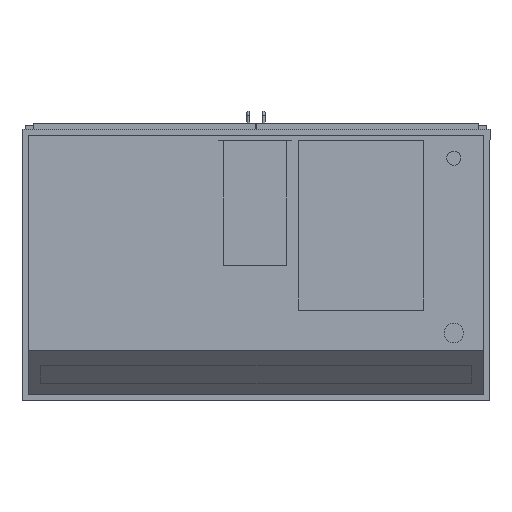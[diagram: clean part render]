
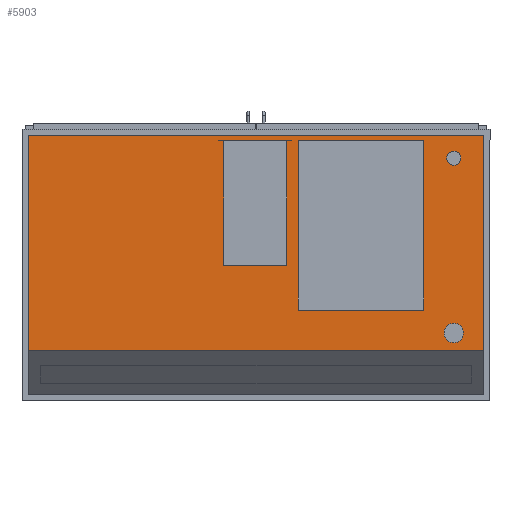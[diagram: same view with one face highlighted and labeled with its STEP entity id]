
A CAD part, front view. The second image highlights one B-rep face of the part: STEP entity #5903.
In plain terms, the highlighted planar face has unit normal (0, -1, 0).
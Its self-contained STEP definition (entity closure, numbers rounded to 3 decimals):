
#322=FACE_OUTER_BOUND('',#686,.T.);
#686=EDGE_LOOP('',(#3934,#3935,#3936,#3937));
#1065=LINE('',#8594,#1772);
#1072=LINE('',#8608,#1779);
#1073=LINE('',#8611,#1780);
#1074=LINE('',#8612,#1781);
#1772=VECTOR('',#6860,10.);
#1779=VECTOR('',#6873,10.);
#1780=VECTOR('',#6876,10.);
#1781=VECTOR('',#6877,10.);
#2470=VERTEX_POINT('',#8585);
#2474=VERTEX_POINT('',#8592);
#2478=VERTEX_POINT('',#8606);
#2479=VERTEX_POINT('',#8610);
#3053=EDGE_CURVE('',#2474,#2470,#1065,.T.);
#3060=EDGE_CURVE('',#2474,#2478,#1072,.T.);
#3061=EDGE_CURVE('',#2479,#2478,#1073,.T.);
#3062=EDGE_CURVE('',#2470,#2479,#1074,.T.);
#3934=ORIENTED_EDGE('',*,*,#3060,.T.);
#3935=ORIENTED_EDGE('',*,*,#3061,.F.);
#3936=ORIENTED_EDGE('',*,*,#3062,.F.);
#3937=ORIENTED_EDGE('',*,*,#3053,.F.);
#5603=PLANE('',#6326);
#5903=ADVANCED_FACE('',(#322),#5603,.T.);
#6326=AXIS2_PLACEMENT_3D('',#8609,#6874,#6875);
#6860=DIRECTION('',(0.,0.,1.));
#6873=DIRECTION('',(1.,0.,0.));
#6874=DIRECTION('center_axis',(0.,-1.,0.));
#6875=DIRECTION('ref_axis',(0.,0.,-1.));
#6876=DIRECTION('',(0.,0.,-1.));
#6877=DIRECTION('',(1.,0.,0.));
#8585=CARTESIAN_POINT('',(-645.,-97.5,367.5));
#8592=CARTESIAN_POINT('',(-645.,-97.5,-242.5));
#8594=CARTESIAN_POINT('',(-645.,-97.5,367.5));
#8606=CARTESIAN_POINT('',(645.,-97.5,-242.5));
#8608=CARTESIAN_POINT('',(0.,-97.5,-242.5));
#8609=CARTESIAN_POINT('Origin',(0.,-97.5,367.5));
#8610=CARTESIAN_POINT('',(645.,-97.5,367.5));
#8611=CARTESIAN_POINT('',(645.,-97.5,367.5));
#8612=CARTESIAN_POINT('',(0.,-97.5,367.5));
